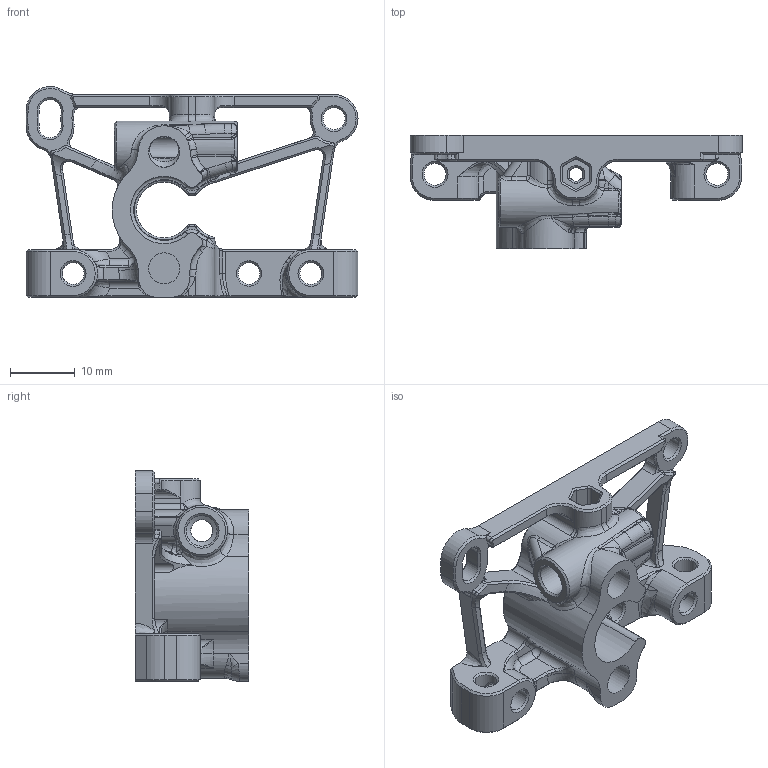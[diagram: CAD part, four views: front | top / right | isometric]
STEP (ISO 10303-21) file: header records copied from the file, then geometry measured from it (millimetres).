
FILE_DESCRIPTION(/* description */ ('STEP AP242','CAx-IF Rec.Pracs.---Representation and Presentation of Product Manufacturing Information (PMI)---4.0---2014-10-13','CAx-IF Rec.Pracs.---3D Tessellated Geometry---0.4---2014-09-14','2;1'),/* implementation_level */ '2;1');
FILE_NAME(/* name */ '68e1b0298a357696acefd827',/* time_stamp */ '2025-10-04T23:39:22Z',/* author */ (''),/* organization */ (''),/* preprocessor_version */ 'ST-DEVELOPER v20',/* originating_system */ 'ONSHAPE BY PTC INC, 1.204',/* authorisation */ ' ');
FILE_SCHEMA (('AP242_MANAGED_MODEL_BASED_3D_ENGINEERING_MIM_LF { 1 0 10303 442 1 1 4 }'));
Length unit declared in the file: metre
Products named in the file (1): housing_core^housing_pullthroughpa_mini
Bounding box: 51.24 x 17.5 x 32.56 mm (x, y, z)
Volume: 233.6 mm3; surface area: 6106.7 mm2
Topology: 2 solids, 3 shells, 786 faces, 1942 edges, 1106 vertices
Faces by surface type: bspline 234, cylinder 211, plane 167, cone 119, torus 46, sphere 9
Full cylindrical faces by diameter (mm): 3 x1, 3.3 x1, 3.4 x8, 4.75 x1, 4.8 x3
Entity records: 34423 total; most frequent: CARTESIAN_POINT 17828, ORIENTED_EDGE 3690, DIRECTION 3079, EDGE_CURVE 1845, AXIS2_PLACEMENT_3D 1204, VERTEX_POINT 1096, EDGE_LOOP 851, FACE_BOUND 851
